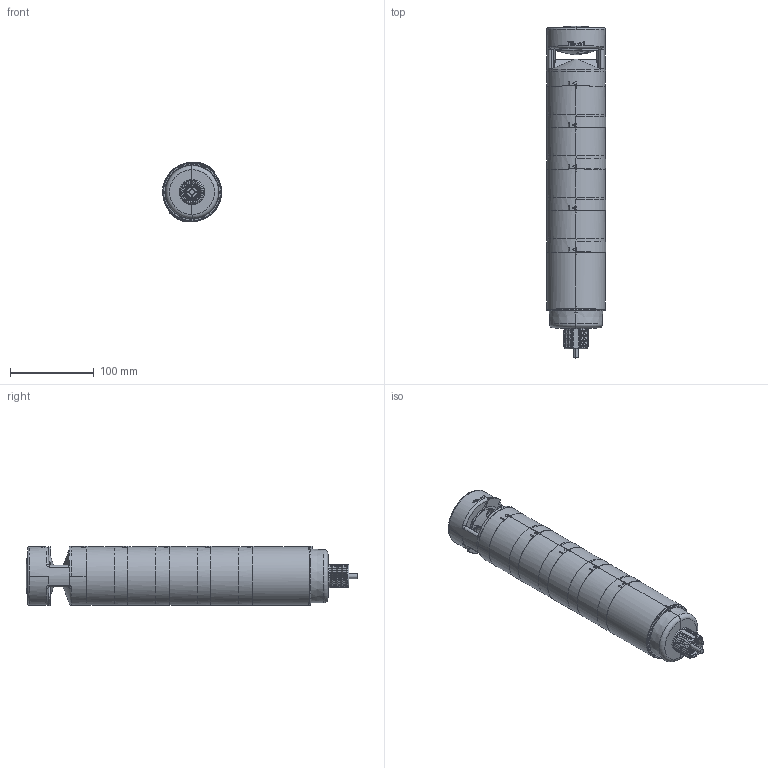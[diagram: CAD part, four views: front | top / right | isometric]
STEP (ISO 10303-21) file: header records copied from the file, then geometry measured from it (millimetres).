
FILE_DESCRIPTION((''),'2;1');
FILE_NAME('191431_ASM','2016-02-25T',('pdmadmin'),(''),'PRO/ENGINEER BY PARAMETRIC TECHNOLOGY CORPORATION, 2013230','PRO/ENGINEER BY PARAMETRIC TECHNOLOGY CORPORATION, 2013230','');
FILE_SCHEMA(('CONFIG_CONTROL_DESIGN'));
Length unit declared in the file: millimetre
Products named in the file (10): 180077; 190540; 183492; 183493; 180306; 180307; 180308; 62676; CABLE_592; 191431_ASM
Assembly tree (15 placements, depth 2):
  191431_ASM
    180077
    190540
    183492  x4
    183493  x4
    180306
    180307
    180308
    62676
    CABLE_592
Bounding box: 71 x 397.31 x 71.25 mm (x, y, z)
Volume: 357541.6 mm3; surface area: 255240.8 mm2
Topology: 15 solids, 20 shells, 4114 faces, 10007 edges, 5953 vertices
Faces by surface type: bspline 1292, cylinder 1087, plane 750, torus 406, cone 343, sphere 210, extrusion 22, revolution 4
Entity records: 128677 total; most frequent: CARTESIAN_POINT 78853, ORIENTED_EDGE 11518, DIRECTION 8889, EDGE_CURVE 5763, AXIS2_PLACEMENT_3D 3698, VERTEX_POINT 3478, EDGE_LOOP 2443, FACE_OUTER_BOUND 2341
